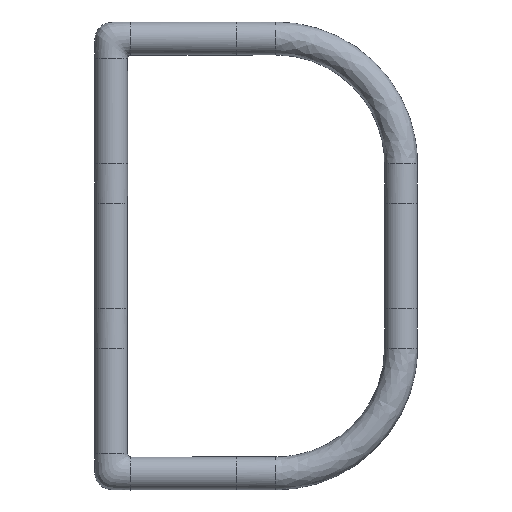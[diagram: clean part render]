
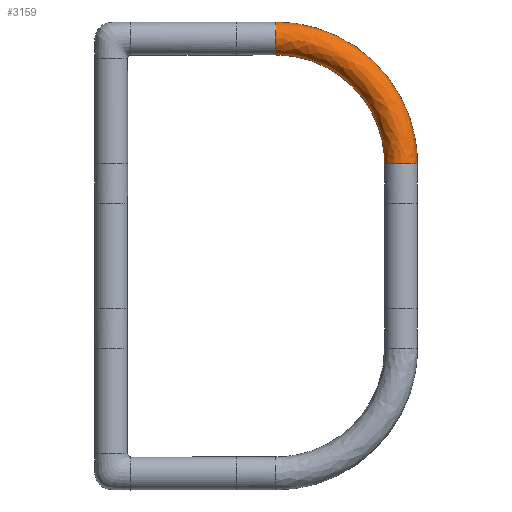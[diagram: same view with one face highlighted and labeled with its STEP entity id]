
A CAD part, top view. The second image highlights one B-rep face of the part: STEP entity #3159.
In plain terms, the highlighted free-form (B-spline) face has degree [2, 2] with [9, 9] control points.
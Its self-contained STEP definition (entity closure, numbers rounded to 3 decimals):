
#36=(
BOUNDED_SURFACE()
B_SPLINE_SURFACE(2,2,((#11125,#11126,#11127,#11128,#11129,#11130,#11131,
#11132,#11133),(#11134,#11135,#11136,#11137,#11138,#11139,#11140,#11141,
#11142),(#11143,#11144,#11145,#11146,#11147,#11148,#11149,#11150,#11151),
(#11152,#11153,#11154,#11155,#11156,#11157,#11158,#11159,#11160),(#11161,
#11162,#11163,#11164,#11165,#11166,#11167,#11168,#11169),(#11170,#11171,
#11172,#11173,#11174,#11175,#11176,#11177,#11178),(#11179,#11180,#11181,
#11182,#11183,#11184,#11185,#11186,#11187),(#11188,#11189,#11190,#11191,
#11192,#11193,#11194,#11195,#11196),(#11197,#11198,#11199,#11200,#11201,
#11202,#11203,#11204,#11205)),.UNSPECIFIED.,.T.,.F.,.F.)
B_SPLINE_SURFACE_WITH_KNOTS((3,2,2,2,3),(3,2,2,2,3),(0.,148.911,
297.823,446.734,595.646),(0.,19.635,
39.27,58.905,78.54),.UNSPECIFIED.)
GEOMETRIC_REPRESENTATION_ITEM()
RATIONAL_B_SPLINE_SURFACE(((1.,0.707,1.,0.707,1.,
0.707,1.,0.707,1.),(0.707,0.5,0.707,
0.5,0.707,0.5,0.707,0.5,0.707),(1.,
0.707,1.,0.707,1.,0.707,1.,0.707,
1.),(0.707,0.5,0.707,0.5,0.707,0.5,
0.707,0.5,0.707),(1.,0.707,1.,0.707,
1.,0.707,1.,0.707,1.),(0.707,0.5,0.707,
0.5,0.707,0.5,0.707,0.5,0.707),(1.,
0.707,1.,0.707,1.,0.707,1.,0.707,
1.),(0.707,0.5,0.707,0.5,0.707,0.5,
0.707,0.5,0.707),(1.,0.707,1.,0.707,
1.,0.707,1.,0.707,1.)))
REPRESENTATION_ITEM('')
SURFACE()
);
#3159=ADVANCED_FACE('',(#3499),#36,.T.);
#3499=FACE_OUTER_BOUND('',#3859,.T.);
#3859=EDGE_LOOP('',(#4578,#4579,#4580,#4581));
#4578=ORIENTED_EDGE('',*,*,#5957,.F.);
#4579=ORIENTED_EDGE('',*,*,#6004,.T.);
#4580=ORIENTED_EDGE('',*,*,#6248,.F.);
#4581=ORIENTED_EDGE('',*,*,#6005,.F.);
#5957=EDGE_CURVE('',#7604,#7605,#6686,.T.);
#6004=EDGE_CURVE('',#7604,#7587,#6714,.T.);
#6005=EDGE_CURVE('',#7605,#7588,#6715,.T.);
#6248=EDGE_CURVE('',#7588,#7587,#6816,.T.);
#6686=(
BOUNDED_CURVE()
B_SPLINE_CURVE(2,(#21844,#21845,#21846,#21847,#21848),.UNSPECIFIED.,.F.,
 .F.)
B_SPLINE_CURVE_WITH_KNOTS((3,2,3),(0.,19.635,39.27),
 .UNSPECIFIED.)
CURVE()
GEOMETRIC_REPRESENTATION_ITEM()
RATIONAL_B_SPLINE_CURVE((1.,0.707,1.,0.707,1.))
REPRESENTATION_ITEM('')
);
#6714=(
BOUNDED_CURVE()
B_SPLINE_CURVE(2,(#22102,#22103,#22104),.UNSPECIFIED.,.F.,.F.)
B_SPLINE_CURVE_WITH_KNOTS((3,3),(0.,129.227),.UNSPECIFIED.)
CURVE()
GEOMETRIC_REPRESENTATION_ITEM()
RATIONAL_B_SPLINE_CURVE((1.,0.707,1.))
REPRESENTATION_ITEM('')
);
#6715=(
BOUNDED_CURVE()
B_SPLINE_CURVE(2,(#22105,#22106,#22107),.UNSPECIFIED.,.F.,.F.)
B_SPLINE_CURVE_WITH_KNOTS((3,3),(148.934,297.801),
 .UNSPECIFIED.)
CURVE()
GEOMETRIC_REPRESENTATION_ITEM()
RATIONAL_B_SPLINE_CURVE((1.,0.707,1.))
REPRESENTATION_ITEM('')
);
#6816=(
BOUNDED_CURVE()
B_SPLINE_CURVE(2,(#24083,#24084,#24085,#24086,#24087),.UNSPECIFIED.,.F.,
 .F.)
B_SPLINE_CURVE_WITH_KNOTS((3,2,3),(0.,19.635,39.27),
 .UNSPECIFIED.)
CURVE()
GEOMETRIC_REPRESENTATION_ITEM()
RATIONAL_B_SPLINE_CURVE((1.,0.707,1.,0.707,1.))
REPRESENTATION_ITEM('')
);
#7587=VERTEX_POINT('',#21214);
#7588=VERTEX_POINT('',#21215);
#7604=VERTEX_POINT('',#21231);
#7605=VERTEX_POINT('',#21232);
#11125=CARTESIAN_POINT('',(17.725,234.95,0.));
#11126=CARTESIAN_POINT('',(17.725,234.95,-12.5));
#11127=CARTESIAN_POINT('',(30.225,234.95,-12.5));
#11128=CARTESIAN_POINT('',(42.725,234.95,-12.5));
#11129=CARTESIAN_POINT('',(42.725,234.95,0.));
#11130=CARTESIAN_POINT('',(42.725,234.95,12.5));
#11131=CARTESIAN_POINT('',(30.225,234.95,12.5));
#11132=CARTESIAN_POINT('',(17.725,234.95,12.5));
#11133=CARTESIAN_POINT('',(17.725,234.95,0.));
#11134=CARTESIAN_POINT('',(17.725,342.25,0.));
#11135=CARTESIAN_POINT('',(17.725,342.25,-12.5));
#11136=CARTESIAN_POINT('',(30.225,329.75,-12.5));
#11137=CARTESIAN_POINT('',(42.725,317.25,-12.5));
#11138=CARTESIAN_POINT('',(42.725,317.25,0.));
#11139=CARTESIAN_POINT('',(42.725,317.25,12.5));
#11140=CARTESIAN_POINT('',(30.225,329.75,12.5));
#11141=CARTESIAN_POINT('',(17.725,342.25,12.5));
#11142=CARTESIAN_POINT('',(17.725,342.25,0.));
#11143=CARTESIAN_POINT('',(125.025,342.25,0.));
#11144=CARTESIAN_POINT('',(125.025,342.25,-12.5));
#11145=CARTESIAN_POINT('',(125.025,329.75,-12.5));
#11146=CARTESIAN_POINT('',(125.025,317.25,-12.5));
#11147=CARTESIAN_POINT('',(125.025,317.25,0.));
#11148=CARTESIAN_POINT('',(125.025,317.25,12.5));
#11149=CARTESIAN_POINT('',(125.025,329.75,12.5));
#11150=CARTESIAN_POINT('',(125.025,342.25,12.5));
#11151=CARTESIAN_POINT('',(125.025,342.25,0.));
#11152=CARTESIAN_POINT('',(232.325,342.25,0.));
#11153=CARTESIAN_POINT('',(232.325,342.25,-12.5));
#11154=CARTESIAN_POINT('',(219.825,329.75,-12.5));
#11155=CARTESIAN_POINT('',(207.325,317.25,-12.5));
#11156=CARTESIAN_POINT('',(207.325,317.25,0.));
#11157=CARTESIAN_POINT('',(207.325,317.25,12.5));
#11158=CARTESIAN_POINT('',(219.825,329.75,12.5));
#11159=CARTESIAN_POINT('',(232.325,342.25,12.5));
#11160=CARTESIAN_POINT('',(232.325,342.25,0.));
#11161=CARTESIAN_POINT('',(232.325,234.95,0.));
#11162=CARTESIAN_POINT('',(232.325,234.95,-12.5));
#11163=CARTESIAN_POINT('',(219.825,234.95,-12.5));
#11164=CARTESIAN_POINT('',(207.325,234.95,-12.5));
#11165=CARTESIAN_POINT('',(207.325,234.95,0.));
#11166=CARTESIAN_POINT('',(207.325,234.95,12.5));
#11167=CARTESIAN_POINT('',(219.825,234.95,12.5));
#11168=CARTESIAN_POINT('',(232.325,234.95,12.5));
#11169=CARTESIAN_POINT('',(232.325,234.95,0.));
#11170=CARTESIAN_POINT('',(232.325,127.65,0.));
#11171=CARTESIAN_POINT('',(232.325,127.65,-12.5));
#11172=CARTESIAN_POINT('',(219.825,140.15,-12.5));
#11173=CARTESIAN_POINT('',(207.325,152.65,-12.5));
#11174=CARTESIAN_POINT('',(207.325,152.65,0.));
#11175=CARTESIAN_POINT('',(207.325,152.65,12.5));
#11176=CARTESIAN_POINT('',(219.825,140.15,12.5));
#11177=CARTESIAN_POINT('',(232.325,127.65,12.5));
#11178=CARTESIAN_POINT('',(232.325,127.65,0.));
#11179=CARTESIAN_POINT('',(125.025,127.65,0.));
#11180=CARTESIAN_POINT('',(125.025,127.65,-12.5));
#11181=CARTESIAN_POINT('',(125.025,140.15,-12.5));
#11182=CARTESIAN_POINT('',(125.025,152.65,-12.5));
#11183=CARTESIAN_POINT('',(125.025,152.65,0.));
#11184=CARTESIAN_POINT('',(125.025,152.65,12.5));
#11185=CARTESIAN_POINT('',(125.025,140.15,12.5));
#11186=CARTESIAN_POINT('',(125.025,127.65,12.5));
#11187=CARTESIAN_POINT('',(125.025,127.65,0.));
#11188=CARTESIAN_POINT('',(17.725,127.65,0.));
#11189=CARTESIAN_POINT('',(17.725,127.65,-12.5));
#11190=CARTESIAN_POINT('',(30.225,140.15,-12.5));
#11191=CARTESIAN_POINT('',(42.725,152.65,-12.5));
#11192=CARTESIAN_POINT('',(42.725,152.65,0.));
#11193=CARTESIAN_POINT('',(42.725,152.65,12.5));
#11194=CARTESIAN_POINT('',(30.225,140.15,12.5));
#11195=CARTESIAN_POINT('',(17.725,127.65,12.5));
#11196=CARTESIAN_POINT('',(17.725,127.65,0.));
#11197=CARTESIAN_POINT('',(17.725,234.95,0.));
#11198=CARTESIAN_POINT('',(17.725,234.95,-12.5));
#11199=CARTESIAN_POINT('',(30.225,234.95,-12.5));
#11200=CARTESIAN_POINT('',(42.725,234.95,-12.5));
#11201=CARTESIAN_POINT('',(42.725,234.95,0.));
#11202=CARTESIAN_POINT('',(42.725,234.95,12.5));
#11203=CARTESIAN_POINT('',(30.225,234.95,12.5));
#11204=CARTESIAN_POINT('',(17.725,234.95,12.5));
#11205=CARTESIAN_POINT('',(17.725,234.95,0.));
#21214=CARTESIAN_POINT('',(207.325,234.9,0.));
#21215=CARTESIAN_POINT('',(232.325,234.9,0.));
#21231=CARTESIAN_POINT('',(124.975,317.25,0.));
#21232=CARTESIAN_POINT('',(124.975,342.25,0.));
#21844=CARTESIAN_POINT('',(124.975,317.25,0.));
#21845=CARTESIAN_POINT('',(124.975,317.25,12.5));
#21846=CARTESIAN_POINT('',(124.975,329.75,12.5));
#21847=CARTESIAN_POINT('',(124.975,342.25,12.5));
#21848=CARTESIAN_POINT('',(124.975,342.25,0.));
#22102=CARTESIAN_POINT('',(124.975,317.25,0.));
#22103=CARTESIAN_POINT('',(207.3,317.225,0.));
#22104=CARTESIAN_POINT('',(207.325,234.9,0.));
#22105=CARTESIAN_POINT('',(124.975,342.25,0.));
#22106=CARTESIAN_POINT('',(232.3,342.225,0.));
#22107=CARTESIAN_POINT('',(232.325,234.9,0.));
#24083=CARTESIAN_POINT('',(232.325,234.9,0.));
#24084=CARTESIAN_POINT('',(232.325,234.9,12.5));
#24085=CARTESIAN_POINT('',(219.825,234.9,12.5));
#24086=CARTESIAN_POINT('',(207.325,234.9,12.5));
#24087=CARTESIAN_POINT('',(207.325,234.9,0.));
